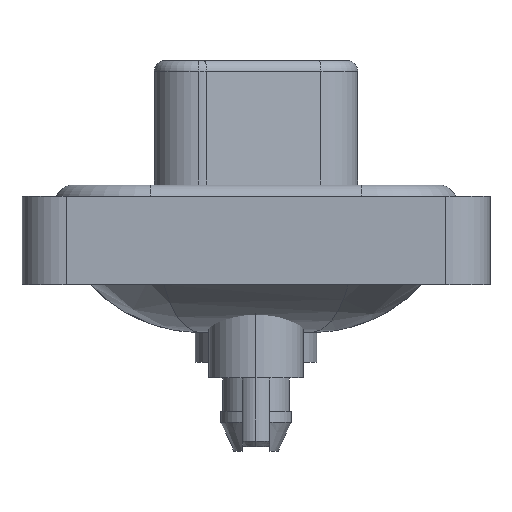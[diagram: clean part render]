
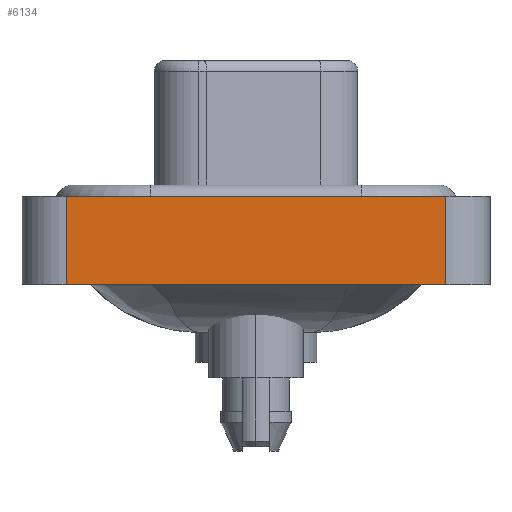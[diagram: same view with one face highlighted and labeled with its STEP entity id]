
A CAD part, left-side view. The second image highlights one B-rep face of the part: STEP entity #6134.
In plain terms, the highlighted planar face has unit normal (-1, 0, 0).
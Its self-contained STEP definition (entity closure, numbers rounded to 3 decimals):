
#33 = CARTESIAN_POINT ( 'NONE',  ( -7.25, 8.55, -3.6 ) ) ;
#305 = EDGE_CURVE ( 'NONE', #11710, #11051, #1679, .T. ) ;
#553 = DIRECTION ( 'NONE',  ( 0., 0., 1. ) ) ;
#588 = FACE_OUTER_BOUND ( 'NONE', #14558, .T. ) ;
#620 = VECTOR ( 'NONE', #553, 1000. ) ;
#652 = CARTESIAN_POINT ( 'NONE',  ( -7.25, 8.55, 0.4 ) ) ;
#1183 = ORIENTED_EDGE ( 'NONE', *, *, #18419, .F. ) ;
#1499 = VECTOR ( 'NONE', #11028, 1000. ) ;
#1679 = LINE ( 'NONE', #4811, #1499 ) ;
#2153 = CARTESIAN_POINT ( 'NONE',  ( -7.25, -8.55, 0.4 ) ) ;
#2623 = VERTEX_POINT ( 'NONE', #3829 ) ;
#3829 = CARTESIAN_POINT ( 'NONE',  ( -7.25, -8.55, -3.6 ) ) ;
#4684 = VERTEX_POINT ( 'NONE', #9552 ) ;
#4811 = CARTESIAN_POINT ( 'NONE',  ( -7.25, -8.55, 0.4 ) ) ;
#4993 = ORIENTED_EDGE ( 'NONE', *, *, #15970, .T. ) ;
#6134 = ADVANCED_FACE ( 'NONE', ( #588 ), #6763, .T. ) ;
#6627 = LINE ( 'NONE', #17616, #620 ) ;
#6763 = PLANE ( 'NONE',  #20101 ) ;
#7472 = DIRECTION ( 'NONE',  ( -1., 0., 0. ) ) ;
#9552 = CARTESIAN_POINT ( 'NONE',  ( -7.25, 8.55, -3.6 ) ) ;
#10231 = CARTESIAN_POINT ( 'NONE',  ( -7.25, -8.55, -3.6 ) ) ;
#10365 = VECTOR ( 'NONE', #10903, 1000. ) ;
#10903 = DIRECTION ( 'NONE',  ( 0., 0., 1. ) ) ;
#11028 = DIRECTION ( 'NONE',  ( 0., -1., 0. ) ) ;
#11051 = VERTEX_POINT ( 'NONE', #2153 ) ;
#11710 = VERTEX_POINT ( 'NONE', #652 ) ;
#11952 = DIRECTION ( 'NONE',  ( 0., 0., 1. ) ) ;
#12647 = ORIENTED_EDGE ( 'NONE', *, *, #13250, .T. ) ;
#13250 = EDGE_CURVE ( 'NONE', #4684, #2623, #14802, .T. ) ;
#14558 = EDGE_LOOP ( 'NONE', ( #4993, #20033, #1183, #12647 ) ) ;
#14802 = LINE ( 'NONE', #10231, #19356 ) ;
#15970 = EDGE_CURVE ( 'NONE', #2623, #11051, #6627, .T. ) ;
#17192 = LINE ( 'NONE', #33, #10365 ) ;
#17616 = CARTESIAN_POINT ( 'NONE',  ( -7.25, -8.55, -3.6 ) ) ;
#18419 = EDGE_CURVE ( 'NONE', #4684, #11710, #17192, .T. ) ;
#19176 = CARTESIAN_POINT ( 'NONE',  ( -7.25, -8.55, -3.6 ) ) ;
#19356 = VECTOR ( 'NONE', #19675, 1000. ) ;
#19675 = DIRECTION ( 'NONE',  ( 0., -1., 0. ) ) ;
#20033 = ORIENTED_EDGE ( 'NONE', *, *, #305, .F. ) ;
#20101 = AXIS2_PLACEMENT_3D ( 'NONE', #19176, #7472, #11952 ) ;
